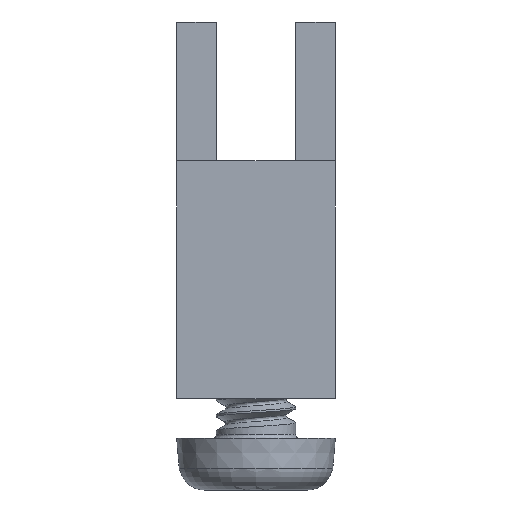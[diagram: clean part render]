
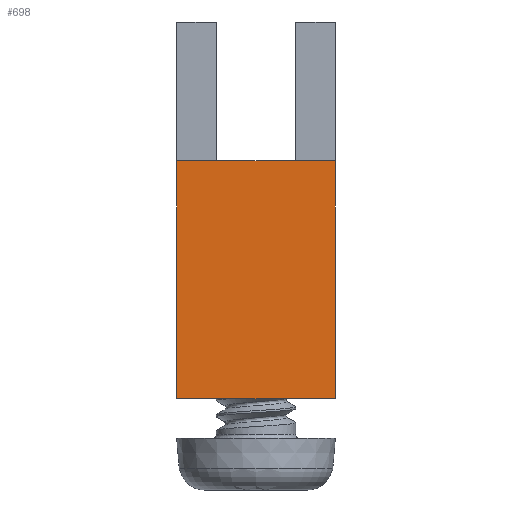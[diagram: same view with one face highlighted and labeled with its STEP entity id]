
A CAD part, front view. The second image highlights one B-rep face of the part: STEP entity #698.
In plain terms, the highlighted planar face has unit normal (0, -1, 0).
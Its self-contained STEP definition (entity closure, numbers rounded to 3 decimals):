
#44 = PLANE('',#45);
#45 = AXIS2_PLACEMENT_3D('',#46,#47,#48);
#46 = CARTESIAN_POINT('',(-2.,-2.,0.));
#47 = DIRECTION('',(-1.,0.,0.));
#48 = DIRECTION('',(0.,1.,0.));
#72 = PLANE('',#73);
#73 = AXIS2_PLACEMENT_3D('',#74,#75,#76);
#74 = CARTESIAN_POINT('',(0.,0.,6.));
#75 = DIRECTION('',(-0.,-0.,-1.));
#76 = DIRECTION('',(-1.,0.,0.));
#100 = PLANE('',#101);
#101 = AXIS2_PLACEMENT_3D('',#102,#103,#104);
#102 = CARTESIAN_POINT('',(2.,2.,0.));
#103 = DIRECTION('',(1.,0.,0.));
#104 = DIRECTION('',(0.,-1.,0.));
#126 = PLANE('',#127);
#127 = AXIS2_PLACEMENT_3D('',#128,#129,#130);
#128 = CARTESIAN_POINT('',(0.,0.,0.));
#129 = DIRECTION('',(-0.,-0.,-1.));
#130 = DIRECTION('',(-1.,0.,0.));
#141 = EDGE_CURVE('',#142,#144,#146,.T.);
#142 = VERTEX_POINT('',#143);
#143 = CARTESIAN_POINT('',(-2.,-2.,0.));
#144 = VERTEX_POINT('',#145);
#145 = CARTESIAN_POINT('',(-2.,-2.,6.));
#146 = SURFACE_CURVE('',#147,(#151,#158),.PCURVE_S1.);
#147 = LINE('',#148,#149);
#148 = CARTESIAN_POINT('',(-2.,-2.,0.));
#149 = VECTOR('',#150,1.);
#150 = DIRECTION('',(0.,0.,1.));
#151 = PCURVE('',#44,#152);
#152 = DEFINITIONAL_REPRESENTATION('',(#153),#157);
#153 = LINE('',#154,#155);
#154 = CARTESIAN_POINT('',(0.,0.));
#155 = VECTOR('',#156,1.);
#156 = DIRECTION('',(0.,-1.));
#157 = ( GEOMETRIC_REPRESENTATION_CONTEXT(2) 
PARAMETRIC_REPRESENTATION_CONTEXT() REPRESENTATION_CONTEXT('2D SPACE',''
  ) );
#158 = PCURVE('',#159,#164);
#159 = PLANE('',#160);
#160 = AXIS2_PLACEMENT_3D('',#161,#162,#163);
#161 = CARTESIAN_POINT('',(2.,-2.,0.));
#162 = DIRECTION('',(0.,-1.,0.));
#163 = DIRECTION('',(-1.,0.,0.));
#164 = DEFINITIONAL_REPRESENTATION('',(#165),#169);
#165 = LINE('',#166,#167);
#166 = CARTESIAN_POINT('',(4.,0.));
#167 = VECTOR('',#168,1.);
#168 = DIRECTION('',(0.,-1.));
#169 = ( GEOMETRIC_REPRESENTATION_CONTEXT(2) 
PARAMETRIC_REPRESENTATION_CONTEXT() REPRESENTATION_CONTEXT('2D SPACE',''
  ) );
#352 = VERTEX_POINT('',#353);
#353 = CARTESIAN_POINT('',(2.,-2.,6.));
#374 = EDGE_CURVE('',#375,#352,#377,.T.);
#375 = VERTEX_POINT('',#376);
#376 = CARTESIAN_POINT('',(2.,-2.,0.));
#377 = SURFACE_CURVE('',#378,(#382,#389),.PCURVE_S1.);
#378 = LINE('',#379,#380);
#379 = CARTESIAN_POINT('',(2.,-2.,0.));
#380 = VECTOR('',#381,1.);
#381 = DIRECTION('',(0.,0.,1.));
#382 = PCURVE('',#100,#383);
#383 = DEFINITIONAL_REPRESENTATION('',(#384),#388);
#384 = LINE('',#385,#386);
#385 = CARTESIAN_POINT('',(4.,0.));
#386 = VECTOR('',#387,1.);
#387 = DIRECTION('',(0.,-1.));
#388 = ( GEOMETRIC_REPRESENTATION_CONTEXT(2) 
PARAMETRIC_REPRESENTATION_CONTEXT() REPRESENTATION_CONTEXT('2D SPACE',''
  ) );
#389 = PCURVE('',#159,#390);
#390 = DEFINITIONAL_REPRESENTATION('',(#391),#395);
#391 = LINE('',#392,#393);
#392 = CARTESIAN_POINT('',(0.,-0.));
#393 = VECTOR('',#394,1.);
#394 = DIRECTION('',(0.,-1.));
#395 = ( GEOMETRIC_REPRESENTATION_CONTEXT(2) 
PARAMETRIC_REPRESENTATION_CONTEXT() REPRESENTATION_CONTEXT('2D SPACE',''
  ) );
#453 = EDGE_CURVE('',#375,#142,#454,.T.);
#454 = SURFACE_CURVE('',#455,(#459,#466),.PCURVE_S1.);
#455 = LINE('',#456,#457);
#456 = CARTESIAN_POINT('',(2.,-2.,0.));
#457 = VECTOR('',#458,1.);
#458 = DIRECTION('',(-1.,0.,0.));
#459 = PCURVE('',#126,#460);
#460 = DEFINITIONAL_REPRESENTATION('',(#461),#465);
#461 = LINE('',#462,#463);
#462 = CARTESIAN_POINT('',(-2.,-2.));
#463 = VECTOR('',#464,1.);
#464 = DIRECTION('',(1.,0.));
#465 = ( GEOMETRIC_REPRESENTATION_CONTEXT(2) 
PARAMETRIC_REPRESENTATION_CONTEXT() REPRESENTATION_CONTEXT('2D SPACE',''
  ) );
#466 = PCURVE('',#159,#467);
#467 = DEFINITIONAL_REPRESENTATION('',(#468),#472);
#468 = LINE('',#469,#470);
#469 = CARTESIAN_POINT('',(0.,-0.));
#470 = VECTOR('',#471,1.);
#471 = DIRECTION('',(1.,0.));
#472 = ( GEOMETRIC_REPRESENTATION_CONTEXT(2) 
PARAMETRIC_REPRESENTATION_CONTEXT() REPRESENTATION_CONTEXT('2D SPACE',''
  ) );
#595 = EDGE_CURVE('',#352,#144,#596,.T.);
#596 = SURFACE_CURVE('',#597,(#601,#608),.PCURVE_S1.);
#597 = LINE('',#598,#599);
#598 = CARTESIAN_POINT('',(2.,-2.,6.));
#599 = VECTOR('',#600,1.);
#600 = DIRECTION('',(-1.,0.,0.));
#601 = PCURVE('',#72,#602);
#602 = DEFINITIONAL_REPRESENTATION('',(#603),#607);
#603 = LINE('',#604,#605);
#604 = CARTESIAN_POINT('',(-2.,-2.));
#605 = VECTOR('',#606,1.);
#606 = DIRECTION('',(1.,0.));
#607 = ( GEOMETRIC_REPRESENTATION_CONTEXT(2) 
PARAMETRIC_REPRESENTATION_CONTEXT() REPRESENTATION_CONTEXT('2D SPACE',''
  ) );
#608 = PCURVE('',#159,#609);
#609 = DEFINITIONAL_REPRESENTATION('',(#610),#614);
#610 = LINE('',#611,#612);
#611 = CARTESIAN_POINT('',(0.,-6.));
#612 = VECTOR('',#613,1.);
#613 = DIRECTION('',(1.,0.));
#614 = ( GEOMETRIC_REPRESENTATION_CONTEXT(2) 
PARAMETRIC_REPRESENTATION_CONTEXT() REPRESENTATION_CONTEXT('2D SPACE',''
  ) );
#698 = ADVANCED_FACE('',(#699),#159,.T.);
#699 = FACE_BOUND('',#700,.T.);
#700 = EDGE_LOOP('',(#701,#702,#703,#704));
#701 = ORIENTED_EDGE('',*,*,#374,.T.);
#702 = ORIENTED_EDGE('',*,*,#595,.T.);
#703 = ORIENTED_EDGE('',*,*,#141,.F.);
#704 = ORIENTED_EDGE('',*,*,#453,.F.);
